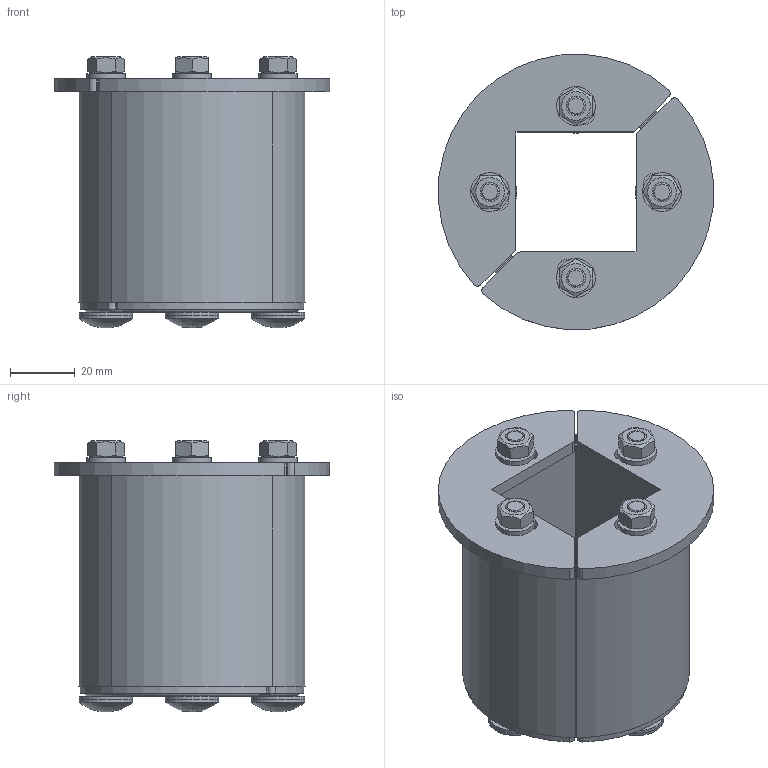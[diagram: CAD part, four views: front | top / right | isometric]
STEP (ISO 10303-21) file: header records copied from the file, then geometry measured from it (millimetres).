
FILE_DESCRIPTION((''),'2;1');
FILE_NAME('R70.stp','2016-04-01T10:27:21',('se-milkar'),(''),'Autodesk Inventor 2013','Autodesk Inventor 2013','');
FILE_SCHEMA(('AUTOMOTIVE_DESIGN { 1 0 10303 214 1 1 1 1 }'));
Length unit declared in the file: millimetre
Products named in the file (8): 100-061519; 100-061517-01; 100-061515; 100-061514; ISO 7089 6 - 140 HV; ISO 4032 M6; 100-001212; 100-006387
Assembly tree (24 placements, depth 2):
  100-061519
    100-061517-01  x4
    100-061515  x2
    100-061514  x2
    ISO 7089 6 - 140 HV  x4
    ISO 4032 M6  x4
    100-001212  x4
    100-006387  x4
Bounding box: 84.85 x 84.85 x 83.79 mm (x, y, z)
Volume: 173352.9 mm3; surface area: 65763.7 mm2
Topology: 24 solids, 24 shells, 292 faces, 662 edges, 426 vertices
Faces by surface type: plane 160, cylinder 76, cone 36, sphere 14, torus 6
Full cylindrical faces by diameter (mm): 4.917 x4, 6 x8, 6.4 x4, 12 x4, 16.5 x4, 16.55 x4
Entity records: 3274 total; most frequent: CARTESIAN_POINT 579, DIRECTION 546, ORIENTED_EDGE 450, EDGE_CURVE 225, AXIS2_PLACEMENT_3D 210, VERTEX_POINT 153, EDGE_LOOP 132, VECTOR 126
